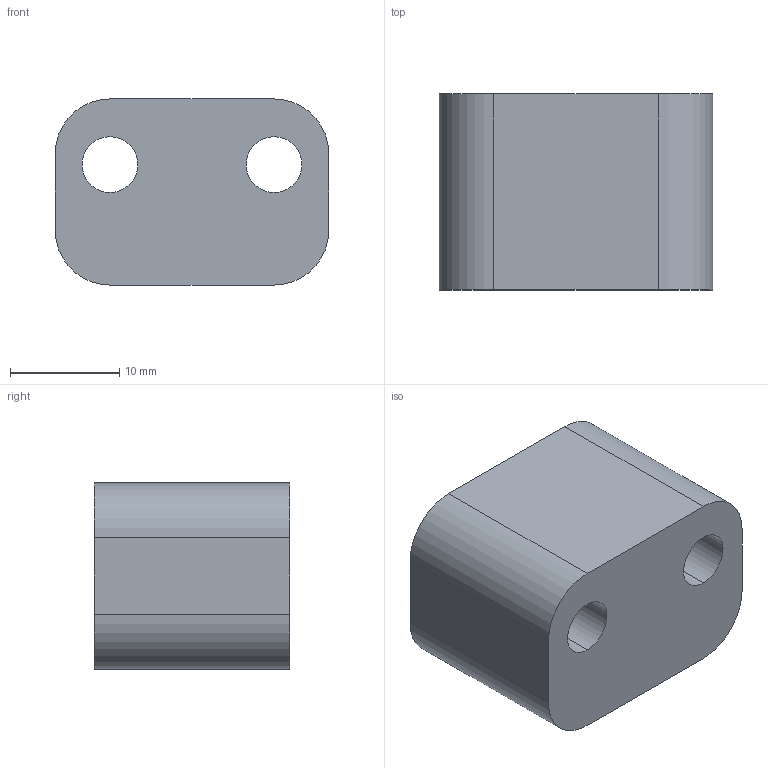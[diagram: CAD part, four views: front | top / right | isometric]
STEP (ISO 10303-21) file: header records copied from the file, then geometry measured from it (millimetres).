
FILE_DESCRIPTION((''),'2;1');
FILE_NAME('SPACER-2-HOLES-2080','2024-12-12T07:26:13',(''),(''),'CREO PARAMETRIC BY PTC INC, 2023424','CREO PARAMETRIC BY PTC INC, 2023424','');
FILE_SCHEMA(('CONFIG_CONTROL_DESIGN'));
Length unit declared in the file: millimetre
Products named in the file (1): SPACER-2-HOLES-2080
Bounding box: 25 x 17.9 x 17 mm (x, y, z)
Volume: 6492 mm3; surface area: 2648.9 mm2
Topology: 1 solids, 1 shells, 14 faces, 36 edges, 24 vertices
Faces by surface type: cylinder 8, plane 6
Entity records: 482 total; most frequent: DIRECTION 80, CARTESIAN_POINT 74, ORIENTED_EDGE 72, EDGE_CURVE 36, AXIS2_PLACEMENT_3D 30, VERTEX_POINT 24, VECTOR 20, LINE 20
